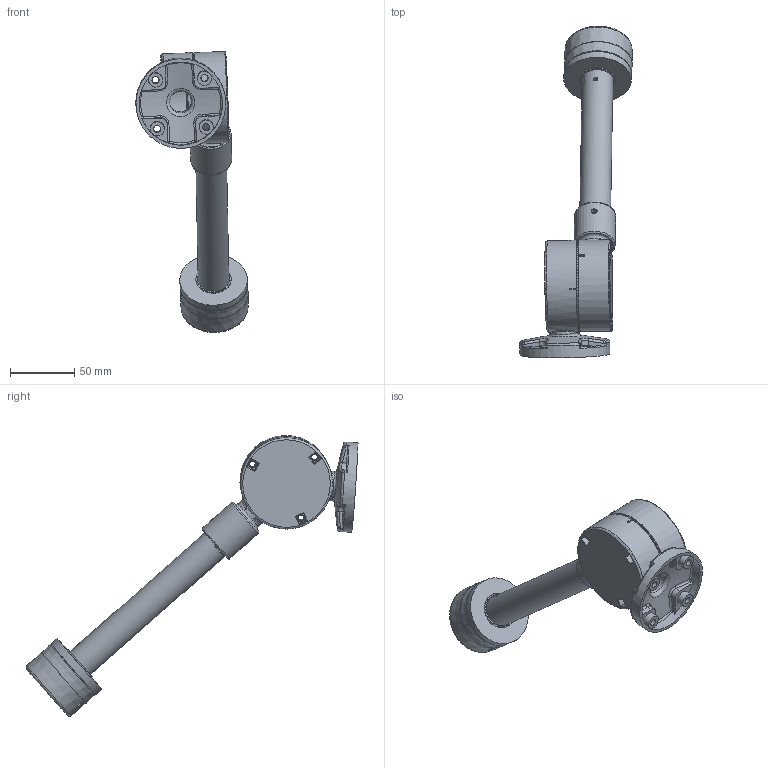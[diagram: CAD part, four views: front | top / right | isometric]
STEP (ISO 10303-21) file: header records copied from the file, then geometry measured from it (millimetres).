
FILE_DESCRIPTION(/* description */ (''),/* implementation_level */ '2;1');
FILE_NAME(/* name */ 'Ajustable_Base_Assy.stp',/* time_stamp */ '2016-01-04T11:10:27-05:00',/* author */ ('CAD Station'),/* organization */ (''),/* preprocessor_version */ 'ST-DEVELOPER v16.1',/* originating_system */ 'Autodesk Inventor 2016',/* authorisation */ '');
FILE_SCHEMA (('AUTOMOTIVE_DESIGN { 1 0 10303 214 3 1 1 }'));
Length unit declared in the file: millimetre
Products named in the file (18): TOWER LIGHT SWIVELLING FIX BASE; ES122003 REV 00 SWIVELLING MOVEBLE BASE; 12; Metal_Tube; 8; MetalTopTop; 4; 5; 6; 7; 9; 3; 1; 2; Assem4; Assem3; TopOFBar; Ajustable_Base_Assy
Assembly tree (22 placements, depth 5):
  Ajustable_Base_Assy
    TOWER LIGHT SWIVELLING FIX BASE
    ES122003 REV 00 SWIVELLING MOVEBLE BASE
    Metal_Tube
      12
    MetalTopTop
      8
    TopOFBar
      4
      5
      6  x2
      7
      9
      Assem3
        3
        Assem4  x5
          1
          2
Bounding box: 87.54 x 258.66 x 218.86 mm (x, y, z)
Volume: 190924.3 mm3; surface area: 135204.3 mm2
Topology: 21 solids, 21 shells, 1392 faces, 3717 edges, 2431 vertices
Faces by surface type: plane 857, cylinder 335, cone 75, bspline 65, torus 44, sphere 16
Full cylindrical faces by diameter (mm): 2.394 x2, 2.459 x5, 2.541 x2, 2.927 x2, 3 x8, 3.242 x1, 3.8 x10, 3.9 x5, 4 x1, 4.5 x4, 5 x5, 5.5 x2, 5.6 x8, 7.6 x1, 8.5 x2, 10.5 x2, 11 x4, 15 x1, 17 x2, 19 x1, 23 x1, 24 x20, 24.1 x1, 32 x1, 44.702 x1, 45.1 x1, 45.7 x1, 46.7 x1, 47 x1, 47.05 x1
Entity records: 45946 total; most frequent: CARTESIAN_POINT 16601, DIRECTION 6404, ORIENTED_EDGE 5858, EDGE_CURVE 2929, AXIS2_PLACEMENT_3D 2529, VERTEX_POINT 1973, EDGE_LOOP 1398, LINE 1346
